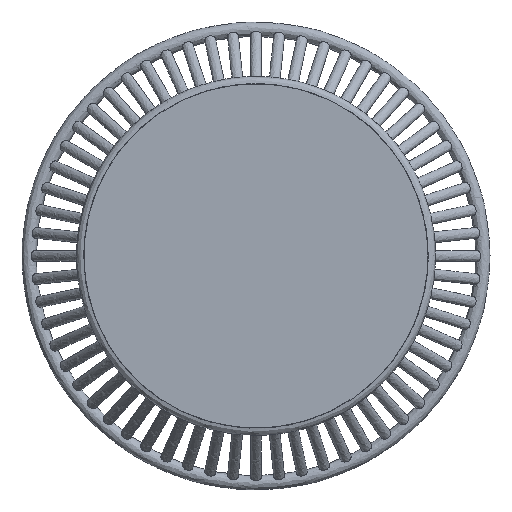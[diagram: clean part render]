
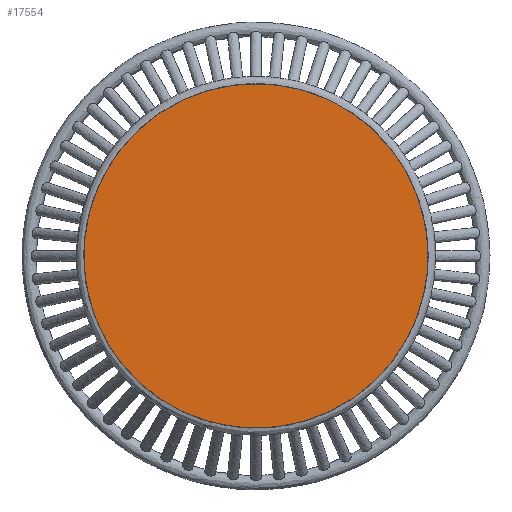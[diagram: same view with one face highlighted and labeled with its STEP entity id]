
A CAD part, top view. The second image highlights one B-rep face of the part: STEP entity #17554.
In plain terms, the highlighted free-form (B-spline) face has degree [1, 1] with [2, 2] control points.
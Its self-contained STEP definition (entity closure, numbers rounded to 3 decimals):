
#17506 = EDGE_CURVE('',#17507,#17507,#17509,.T.);
#17507 = VERTEX_POINT('',#17508);
#17508 = CARTESIAN_POINT('',(411.815,0.,
    617.722));
#17509 = ( BOUNDED_CURVE() B_SPLINE_CURVE(2,(#17510,#17511,#17512,#17513
    ,#17514,#17515,#17516),.UNSPECIFIED.,.T.,.F.) 
B_SPLINE_CURVE_WITH_KNOTS((3,2,2,3),(3.142,5.236,
7.33,9.425),.PIECEWISE_BEZIER_KNOTS.) CURVE() 
GEOMETRIC_REPRESENTATION_ITEM() RATIONAL_B_SPLINE_CURVE((1.,0.5,1.,0.5,
1.,0.5,1.)) REPRESENTATION_ITEM('') );
#17510 = CARTESIAN_POINT('',(411.815,0.,
    617.722));
#17511 = CARTESIAN_POINT('',(411.815,713.284,
    617.722));
#17512 = CARTESIAN_POINT('',(-205.907,356.642,
    617.722));
#17513 = CARTESIAN_POINT('',(-823.629,0.,
    617.722));
#17514 = CARTESIAN_POINT('',(-205.907,-356.642,
    617.722));
#17515 = CARTESIAN_POINT('',(411.815,-713.284,
    617.722));
#17516 = CARTESIAN_POINT('',(411.815,0.,
    617.722));
#17554 = ADVANCED_FACE('',(#17555),#17558,.T.);
#17555 = FACE_BOUND('',#17556,.T.);
#17556 = EDGE_LOOP('',(#17557));
#17557 = ORIENTED_EDGE('',*,*,#17506,.T.);
#17558 = B_SPLINE_SURFACE_WITH_KNOTS('',1,1,(
    (#17559,#17560)
    ,(#17561,#17562
    )),.UNSPECIFIED.,.F.,.F.,.F.,(2,2),(2,2),(-304.8,
    304.8),(-304.8,304.8),
  .PIECEWISE_BEZIER_KNOTS.);
#17559 = CARTESIAN_POINT('',(411.815,411.815,
    617.722));
#17560 = CARTESIAN_POINT('',(411.815,-411.815,
    617.722));
#17561 = CARTESIAN_POINT('',(-411.815,411.815,
    617.722));
#17562 = CARTESIAN_POINT('',(-411.815,-411.815,
    617.722));
